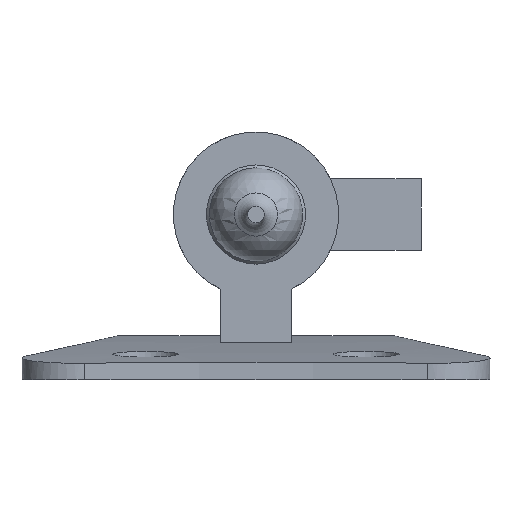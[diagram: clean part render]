
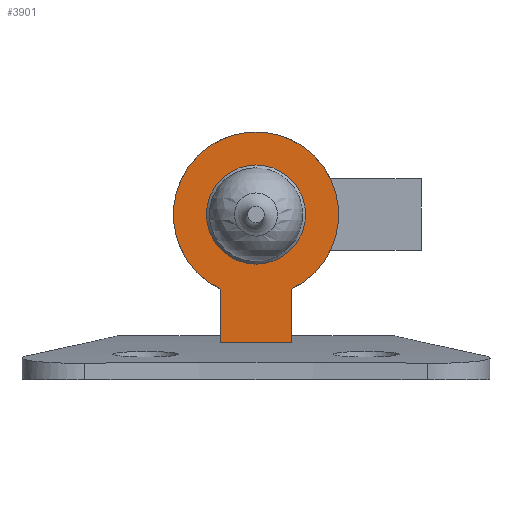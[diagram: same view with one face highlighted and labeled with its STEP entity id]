
A CAD part, front view. The second image highlights one B-rep face of the part: STEP entity #3901.
In plain terms, the highlighted planar face has unit normal (0, -1, 0).
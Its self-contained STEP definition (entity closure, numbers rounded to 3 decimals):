
#264 = EDGE_CURVE ( 'NONE', #3218, #1017, #7257, .T. ) ;
#311 = VERTEX_POINT ( 'NONE', #794 ) ;
#507 = DIRECTION ( 'NONE',  ( 0., 0., 1. ) ) ;
#776 = FACE_BOUND ( 'NONE', #9749, .T. ) ;
#794 = CARTESIAN_POINT ( 'NONE',  ( 6.5, -50., 6.69 ) ) ;
#982 = ORIENTED_EDGE ( 'NONE', *, *, #5291, .T. ) ;
#1004 = DIRECTION ( 'NONE',  ( 0., 1., 0. ) ) ;
#1017 = VERTEX_POINT ( 'NONE', #11259 ) ;
#1052 = FACE_OUTER_BOUND ( 'NONE', #9911, .T. ) ;
#1763 = AXIS2_PLACEMENT_3D ( 'NONE', #9105, #1004, #10952 ) ;
#2065 = DIRECTION ( 'NONE',  ( 1., 0., 0. ) ) ;
#2783 = ORIENTED_EDGE ( 'NONE', *, *, #6067, .T. ) ;
#2927 = CARTESIAN_POINT ( 'NONE',  ( 6.5, -50., 16.481 ) ) ;
#2988 = LINE ( 'NONE', #8855, #3692 ) ;
#3054 = CIRCLE ( 'NONE', #4415, 9. ) ;
#3150 = DIRECTION ( 'NONE',  ( 0., 1., 0. ) ) ;
#3218 = VERTEX_POINT ( 'NONE', #5735 ) ;
#3282 = VECTOR ( 'NONE', #2065, 1000. ) ;
#3389 = DIRECTION ( 'NONE',  ( 0., 0., 1. ) ) ;
#3590 = VERTEX_POINT ( 'NONE', #4588 ) ;
#3628 = EDGE_CURVE ( 'NONE', #3218, #311, #3708, .T. ) ;
#3692 = VECTOR ( 'NONE', #3389, 1000. ) ;
#3708 = LINE ( 'NONE', #3845, #3282 ) ;
#3845 = CARTESIAN_POINT ( 'NONE',  ( -42.5, -50., 6.69 ) ) ;
#3901 = ADVANCED_FACE ( 'NONE', ( #1052, #776 ), #10081, .F. ) ;
#4317 = DIRECTION ( 'NONE',  ( 0., 0., 1. ) ) ;
#4415 = AXIS2_PLACEMENT_3D ( 'NONE', #5865, #3150, #507 ) ;
#4475 = ORIENTED_EDGE ( 'NONE', *, *, #7231, .F. ) ;
#4562 = ORIENTED_EDGE ( 'NONE', *, *, #3628, .T. ) ;
#4588 = CARTESIAN_POINT ( 'NONE',  ( 0., -50., 39. ) ) ;
#4595 = VECTOR ( 'NONE', #4317, 1000. ) ;
#5291 = EDGE_CURVE ( 'NONE', #311, #9383, #2988, .T. ) ;
#5684 = ORIENTED_EDGE ( 'NONE', *, *, #264, .F. ) ;
#5735 = CARTESIAN_POINT ( 'NONE',  ( -6.5, -50., 6.69 ) ) ;
#5865 = CARTESIAN_POINT ( 'NONE',  ( 0., -50., 30. ) ) ;
#6067 = EDGE_CURVE ( 'NONE', #3590, #3590, #3054, .T. ) ;
#6343 = CARTESIAN_POINT ( 'NONE',  ( 6.5, -50., -500000. ) ) ;
#7231 = EDGE_CURVE ( 'NONE', #1017, #9383, #11193, .T. ) ;
#7257 = LINE ( 'NONE', #9839, #4595 ) ;
#7726 = AXIS2_PLACEMENT_3D ( 'NONE', #6343, #10562, #8054 ) ;
#8054 = DIRECTION ( 'NONE',  ( 0., 0., 1. ) ) ;
#8855 = CARTESIAN_POINT ( 'NONE',  ( 6.5, -50., -500000. ) ) ;
#9105 = CARTESIAN_POINT ( 'NONE',  ( 0., -50., 30. ) ) ;
#9383 = VERTEX_POINT ( 'NONE', #2927 ) ;
#9749 = EDGE_LOOP ( 'NONE', ( #2783 ) ) ;
#9839 = CARTESIAN_POINT ( 'NONE',  ( -6.5, -50., -500000. ) ) ;
#9911 = EDGE_LOOP ( 'NONE', ( #5684, #4562, #982, #4475 ) ) ;
#10081 = PLANE ( 'NONE',  #7726 ) ;
#10562 = DIRECTION ( 'NONE',  ( 0., 1., 0. ) ) ;
#10952 = DIRECTION ( 'NONE',  ( 0., 0., 1. ) ) ;
#11193 = CIRCLE ( 'NONE', #1763, 15. ) ;
#11259 = CARTESIAN_POINT ( 'NONE',  ( -6.5, -50., 16.481 ) ) ;
